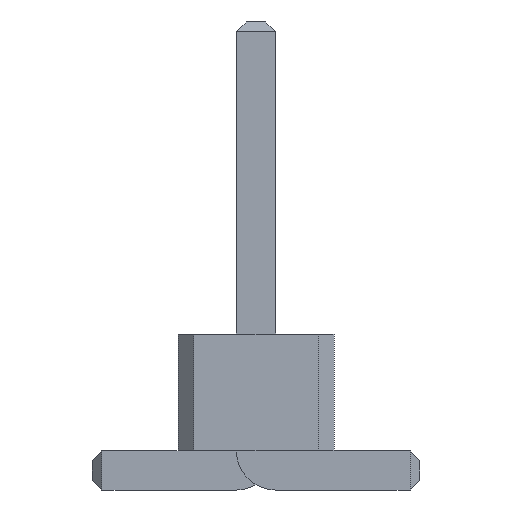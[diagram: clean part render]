
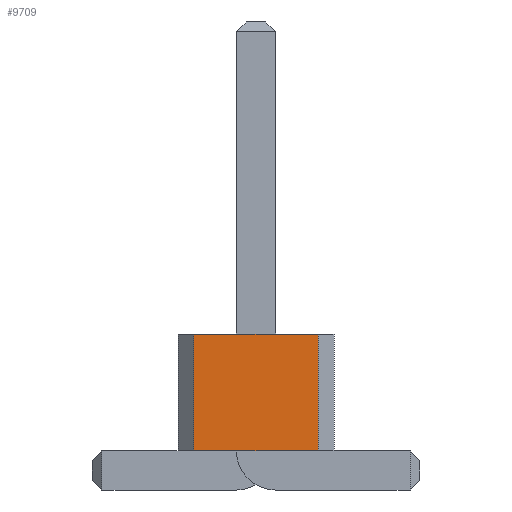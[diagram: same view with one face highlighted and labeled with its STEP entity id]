
A CAD part, front view. The second image highlights one B-rep face of the part: STEP entity #9709.
In plain terms, the highlighted planar face has unit normal (0, -1, 0).
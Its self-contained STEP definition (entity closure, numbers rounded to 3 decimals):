
#1766 = VERTEX_POINT('',#1767);
#1767 = CARTESIAN_POINT('',(0.8,-34.,0.5));
#1773 = EDGE_CURVE('',#1774,#1766,#1776,.T.);
#1774 = VERTEX_POINT('',#1775);
#1775 = CARTESIAN_POINT('',(-0.8,-34.,0.5));
#1776 = LINE('',#1777,#1778);
#1777 = CARTESIAN_POINT('',(-0.8,-34.,0.5));
#1778 = VECTOR('',#1779,1.);
#1779 = DIRECTION('',(1.,0.,0.));
#4206 = VERTEX_POINT('',#4207);
#4207 = CARTESIAN_POINT('',(0.8,-34.,2.));
#4213 = EDGE_CURVE('',#4214,#4206,#4216,.T.);
#4214 = VERTEX_POINT('',#4215);
#4215 = CARTESIAN_POINT('',(-0.8,-34.,2.));
#4216 = LINE('',#4217,#4218);
#4217 = CARTESIAN_POINT('',(-0.8,-34.,2.));
#4218 = VECTOR('',#4219,1.);
#4219 = DIRECTION('',(1.,0.,0.));
#9698 = EDGE_CURVE('',#1774,#4214,#9699,.T.);
#9699 = LINE('',#9700,#9701);
#9700 = CARTESIAN_POINT('',(-0.8,-34.,0.5));
#9701 = VECTOR('',#9702,1.);
#9702 = DIRECTION('',(0.,0.,1.));
#9709 = ADVANCED_FACE('',(#9710),#9721,.F.);
#9710 = FACE_BOUND('',#9711,.F.);
#9711 = EDGE_LOOP('',(#9712,#9713,#9714,#9720));
#9712 = ORIENTED_EDGE('',*,*,#9698,.T.);
#9713 = ORIENTED_EDGE('',*,*,#4213,.T.);
#9714 = ORIENTED_EDGE('',*,*,#9715,.F.);
#9715 = EDGE_CURVE('',#1766,#4206,#9716,.T.);
#9716 = LINE('',#9717,#9718);
#9717 = CARTESIAN_POINT('',(0.8,-34.,0.5));
#9718 = VECTOR('',#9719,1.);
#9719 = DIRECTION('',(0.,0.,1.));
#9720 = ORIENTED_EDGE('',*,*,#1773,.F.);
#9721 = PLANE('',#9722);
#9722 = AXIS2_PLACEMENT_3D('',#9723,#9724,#9725);
#9723 = CARTESIAN_POINT('',(-0.8,-34.,0.5));
#9724 = DIRECTION('',(0.,1.,0.));
#9725 = DIRECTION('',(1.,0.,0.));
